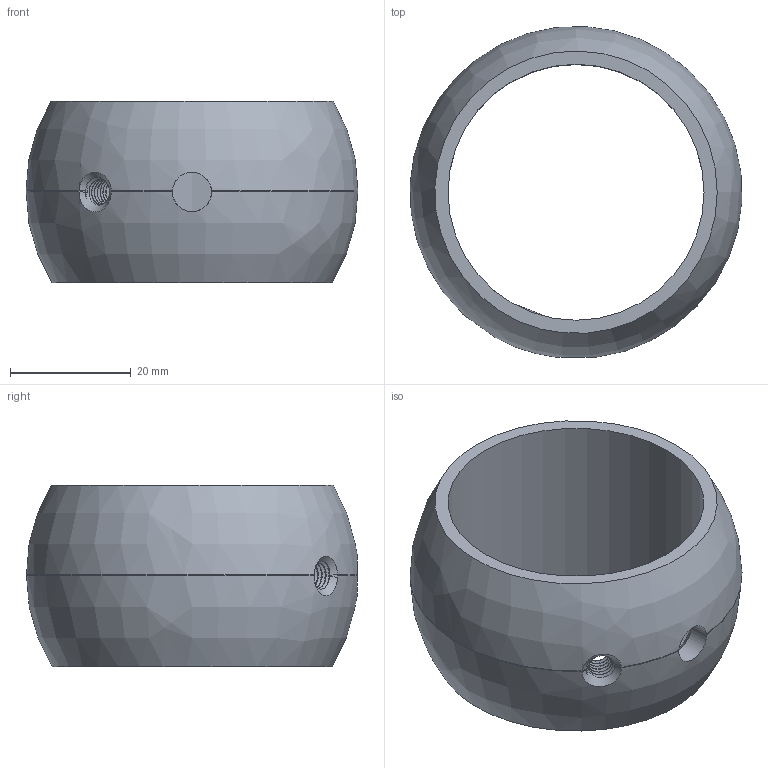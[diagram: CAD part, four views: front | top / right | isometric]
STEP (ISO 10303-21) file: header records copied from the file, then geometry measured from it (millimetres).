
FILE_DESCRIPTION(/* description */ (''),/* implementation_level */ '2;1');
FILE_NAME(/* name */ 'Kugelring_X140.stp',/* time_stamp */ '2017-05-31T10:41:10+02:00',/* author */ (''),/* organization */ (''),/* preprocessor_version */ 'ST-DEVELOPER v16',/* originating_system */ 'SIEMENS PLM Software NX 11.0',/* authorisation */ '');
FILE_SCHEMA (('AUTOMOTIVE_DESIGN { 1 0 10303 214 3 1 1 1 }'));
Length unit declared in the file: millimetre
Products named in the file (1): Goge2404B7CEt5ux
Bounding box: 54.94 x 54.81 x 30 mm (x, y, z)
Volume: 21853.2 mm3; surface area: 9913 mm2
Topology: 1 solids, 1 shells, 20 faces, 58 edges, 38 vertices
Faces by surface type: bspline 10, cylinder 7, plane 2, cone 1
Full cylindrical faces by diameter (mm): 6.5 x1, 9.1 x1, 42.4 x1
Entity records: 3243 total; most frequent: CARTESIAN_POINT 2830, ORIENTED_EDGE 92, EDGE_CURVE 46, DIRECTION 42, B_SPLINE_CURVE_WITH_KNOTS 36, VERTEX_POINT 32, EDGE_LOOP 30, AXIS2_PLACEMENT_3D 21
